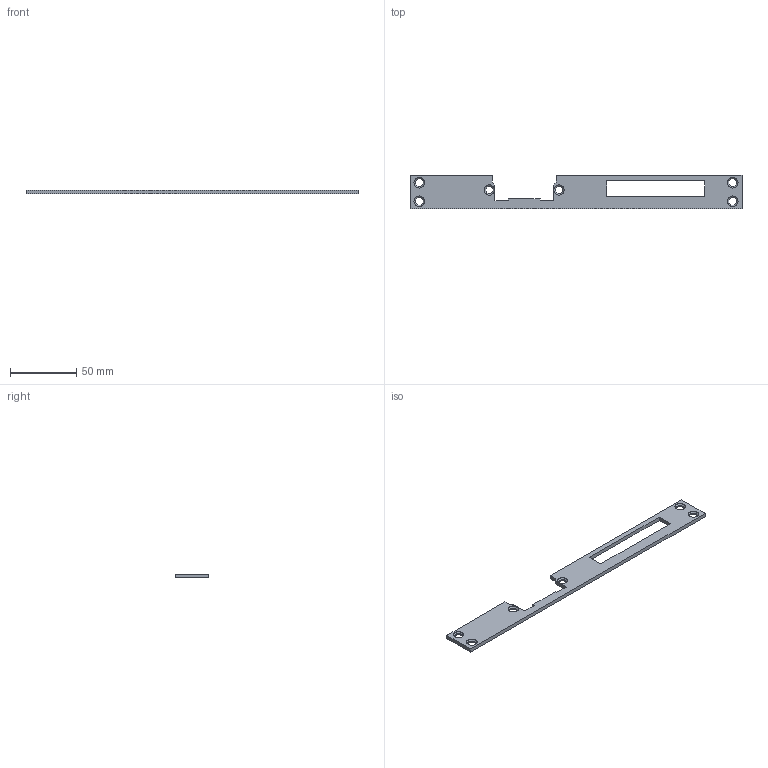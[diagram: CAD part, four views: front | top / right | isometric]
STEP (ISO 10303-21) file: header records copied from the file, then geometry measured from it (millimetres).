
FILE_DESCRIPTION (( 'STEP AP203' ), '1' );
FILE_NAME ('D000357822-004_---02101.STEP', '2019-06-12T11:00:05', ( 'Gisbert' ), ( '' ), 'SwSTEP 2.0', 'SolidWorks 2018', '' );
FILE_SCHEMA (( 'CONFIG_CONTROL_DESIGN' ));
Length unit declared in the file: millimetre
Products named in the file (1): D000357822-004_---02101
Bounding box: 250 x 25 x 3 mm (x, y, z)
Volume: 12903.3 mm3; surface area: 11262.1 mm2
Topology: 1 solids, 1 shells, 82 faces, 192 edges, 112 vertices
Faces by surface type: cylinder 36, cone 24, plane 22
Entity records: 2409 total; most frequent: DIRECTION 430, CARTESIAN_POINT 387, ORIENTED_EDGE 384, EDGE_CURVE 192, AXIS2_PLACEMENT_3D 155, LINE 120, VECTOR 120, VERTEX_POINT 112
